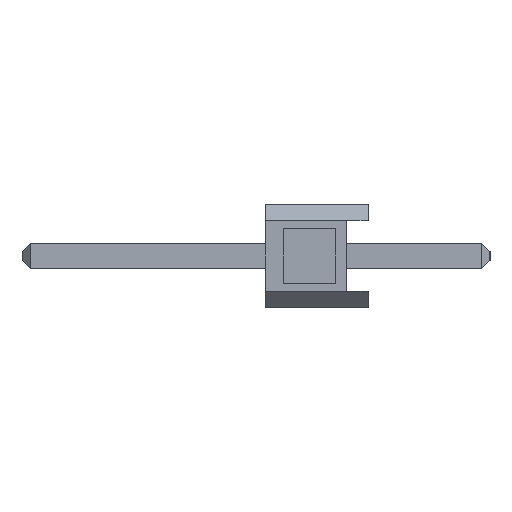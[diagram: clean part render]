
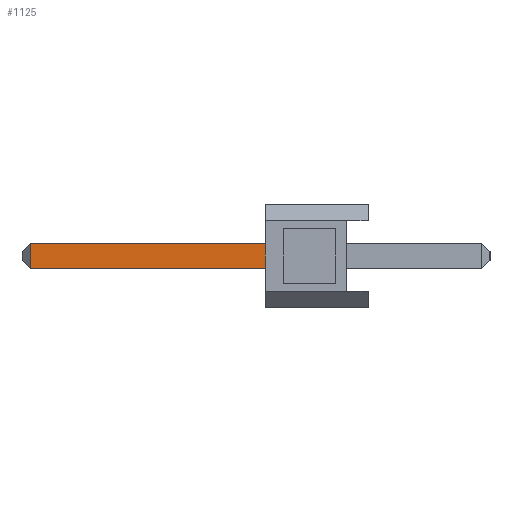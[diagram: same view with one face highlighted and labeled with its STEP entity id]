
A CAD part, left-side view. The second image highlights one B-rep face of the part: STEP entity #1125.
In plain terms, the highlighted planar face has unit normal (-1, 0, 0).
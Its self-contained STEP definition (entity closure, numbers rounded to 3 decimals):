
#77 = ORIENTED_EDGE ( 'NONE', *, *, #809, .F. ) ;
#165 = CARTESIAN_POINT ( 'NONE',  ( -0.32, -3., -0.32 ) ) ;
#167 = EDGE_LOOP ( 'NONE', ( #354, #1869, #77, #1582 ) ) ;
#171 = CARTESIAN_POINT ( 'NONE',  ( -0.32, -3., 0.32 ) ) ;
#341 = VECTOR ( 'NONE', #1150, 1000. ) ;
#354 = ORIENTED_EDGE ( 'NONE', *, *, #594, .T. ) ;
#398 = LINE ( 'NONE', #1046, #1634 ) ;
#505 = VERTEX_POINT ( 'NONE', #1259 ) ;
#525 = CARTESIAN_POINT ( 'NONE',  ( -0.32, -3., -0.32 ) ) ;
#529 = CARTESIAN_POINT ( 'NONE',  ( -0.32, 8.34, -0.32 ) ) ;
#533 = VECTOR ( 'NONE', #1414, 1000. ) ;
#594 = EDGE_CURVE ( 'NONE', #1625, #505, #1862, .T. ) ;
#621 = DIRECTION ( 'NONE',  ( 0., 0., 1. ) ) ;
#645 = CARTESIAN_POINT ( 'NONE',  ( -0.32, 8.34, -0.32 ) ) ;
#809 = EDGE_CURVE ( 'NONE', #1604, #1262, #1906, .T. ) ;
#877 = VECTOR ( 'NONE', #1913, 1000. ) ;
#949 = EDGE_CURVE ( 'NONE', #1625, #1604, #398, .T. ) ;
#1046 = CARTESIAN_POINT ( 'NONE',  ( -0.32, 2.54, 0. ) ) ;
#1125 = ADVANCED_FACE ( 'NONE', ( #1425 ), #1547, .T. ) ;
#1150 = DIRECTION ( 'NONE',  ( 0., 0., -1. ) ) ;
#1208 = DIRECTION ( 'NONE',  ( 0., 0., -1. ) ) ;
#1236 = AXIS2_PLACEMENT_3D ( 'NONE', #165, #1393, #621 ) ;
#1259 = CARTESIAN_POINT ( 'NONE',  ( -0.32, 8.34, 0.32 ) ) ;
#1262 = VERTEX_POINT ( 'NONE', #645 ) ;
#1268 = LINE ( 'NONE', #529, #341 ) ;
#1291 = CARTESIAN_POINT ( 'NONE',  ( -0.32, 2.54, 0.32 ) ) ;
#1393 = DIRECTION ( 'NONE',  ( -1., 0., 0. ) ) ;
#1414 = DIRECTION ( 'NONE',  ( 0., 1., 0. ) ) ;
#1425 = FACE_OUTER_BOUND ( 'NONE', #167, .T. ) ;
#1547 = PLANE ( 'NONE',  #1236 ) ;
#1582 = ORIENTED_EDGE ( 'NONE', *, *, #949, .F. ) ;
#1604 = VERTEX_POINT ( 'NONE', #1916 ) ;
#1625 = VERTEX_POINT ( 'NONE', #1291 ) ;
#1634 = VECTOR ( 'NONE', #1208, 1000. ) ;
#1767 = EDGE_CURVE ( 'NONE', #505, #1262, #1268, .T. ) ;
#1862 = LINE ( 'NONE', #171, #533 ) ;
#1869 = ORIENTED_EDGE ( 'NONE', *, *, #1767, .T. ) ;
#1906 = LINE ( 'NONE', #525, #877 ) ;
#1913 = DIRECTION ( 'NONE',  ( 0., 1., 0. ) ) ;
#1916 = CARTESIAN_POINT ( 'NONE',  ( -0.32, 2.54, -0.32 ) ) ;
